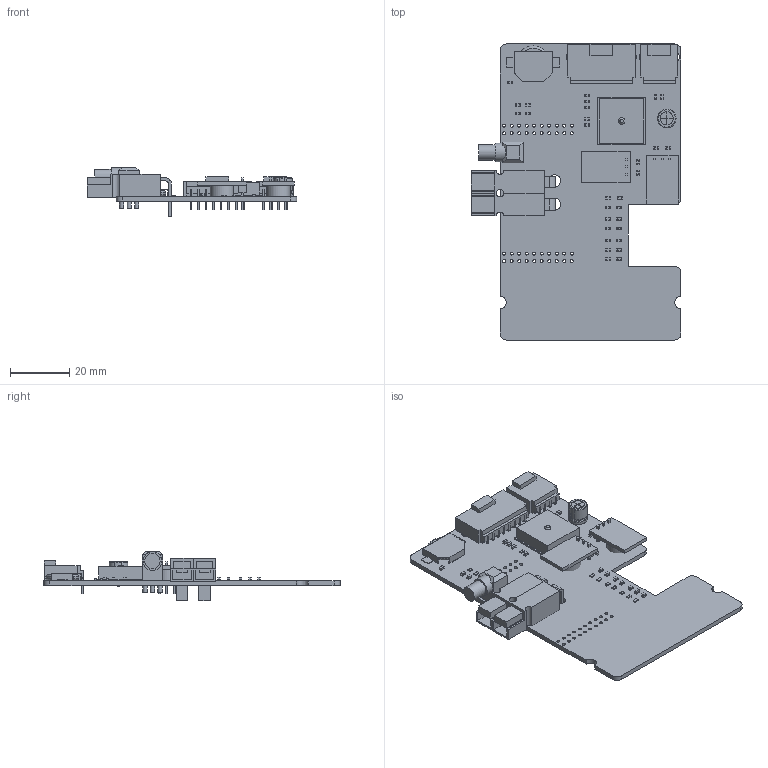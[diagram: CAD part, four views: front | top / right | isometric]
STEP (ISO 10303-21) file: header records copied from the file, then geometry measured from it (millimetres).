
FILE_DESCRIPTION(('KiCad electronic assembly'),'2;1');
FILE_NAME('NavBoard_Hardware.step','2019-02-15T17:02:47',('An Author'),( 'A Company'),'Open CASCADE STEP processor 6.8', 'KiCad to STEP converter','Unknown');
FILE_SCHEMA(('AUTOMOTIVE_DESIGN_CC2 { 1 2 10303 214 -1 1 5 4 }'));
Length unit declared in the file: millimetre
Products named in the file (27): Open CASCADE STEP translator 6.8 1; Socket_Strip_Straight_2x10_Pitch2.54mm; SMA_Jack; SOLID; FGPMMOPA6H; COMPOUND; Anderson_2_Horizontal_Side_by_Side; C_0603_1608Metric; R_0603_1608Metric; LED_0603_1608Metric; Molex_SL_04_Horizontal; Molex_SL_08_Horizontal; L_0603_1608Metric; OKI; CR1220_SMD_Contact; CP_Radial_D6.3mm_P2.50mm
Assembly tree (54 placements, depth 3):
  Open CASCADE STEP translator 6.8 1
    Socket_Strip_Straight_2x10_Pitch2.54mm  x2
    SMA_Jack
      SOLID
    FGPMMOPA6H
      COMPOUND
    Anderson_2_Horizontal_Side_by_Side
      COMPOUND
    C_0603_1608Metric  x7
      SOLID
    R_0603_1608Metric  x12
      SOLID
    LED_0603_1608Metric  x10
      SOLID
    Molex_SL_04_Horizontal
      SOLID
    Molex_SL_08_Horizontal
      SOLID
    L_0603_1608Metric
      SOLID
    OKI  x2
      SOLID
    CR1220_SMD_Contact
      COMPOUND
    CP_Radial_D6.3mm_P2.50mm
      SOLID
    COMPOUND
Bounding box: 70.82 x 100 x 16.84 mm (x, y, z)
Volume: 16092.9 mm3; surface area: 21427.9 mm2
Topology: 44 solids, 51 shells, 1586 faces, 4120 edges, 2699 vertices
Faces by surface type: plane 1190, cylinder 383, torus 4, revolution 4, bspline 4, cone 1
Full cylindrical faces by diameter (mm): 0.5 x2, 0.762 x12, 0.8 x2, 0.889 x6, 1 x40, 1.397 x5, 1.4 x1, 1.5 x4, 3.45 x4, 4.06 x2, 5.137 x1, 6.35 x1, 7.874 x2, 11.119 x1
Entity records: 54422 total; most frequent: CARTESIAN_POINT 16807, DIRECTION 6090, LINE 3965, VECTOR 3965, ORIENTED_EDGE 3324, PCURVE 3312, DEFINITIONAL_REPRESENTATION 3312, EDGE_CURVE 1656
